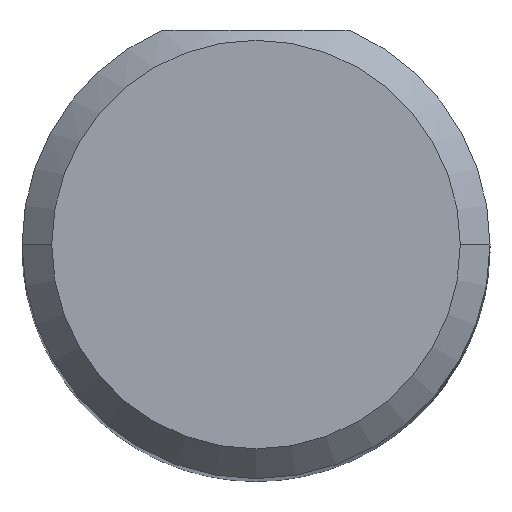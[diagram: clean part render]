
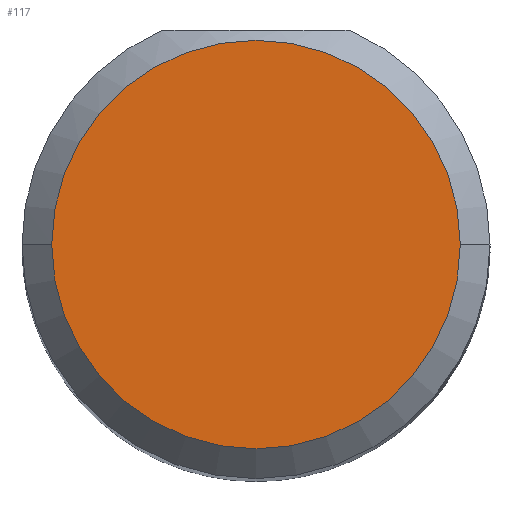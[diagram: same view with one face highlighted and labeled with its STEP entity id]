
A CAD part, top view. The second image highlights one B-rep face of the part: STEP entity #117.
In plain terms, the highlighted planar face has unit normal (0, 0, 1).
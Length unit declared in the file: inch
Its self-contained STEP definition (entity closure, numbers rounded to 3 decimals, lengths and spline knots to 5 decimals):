
#10 = DIRECTION ( 'NONE',  ( 0., 0., 1. ) ) ;
#26 = CARTESIAN_POINT ( 'NONE',  ( 0., 0., 2.24409 ) ) ;
#49 = EDGE_CURVE ( 'NONE', #475, #372, #434, .T. ) ;
#59 = CIRCLE ( 'NONE', #70, 0.10311 ) ;
#70 = AXIS2_PLACEMENT_3D ( 'NONE', #26, #430, #439 ) ;
#104 = DIRECTION ( 'NONE',  ( 1., 0., 0. ) ) ;
#112 = EDGE_LOOP ( 'NONE', ( #363, #324 ) ) ;
#117 = ADVANCED_FACE ( 'NONE', ( #275 ), #351, .T. ) ;
#182 = CARTESIAN_POINT ( 'NONE',  ( 0., 0., 2.24409 ) ) ;
#192 = DIRECTION ( 'NONE',  ( 1., 0., 0. ) ) ;
#196 = CARTESIAN_POINT ( 'NONE',  ( 0., 0., 2.24409 ) ) ;
#228 = AXIS2_PLACEMENT_3D ( 'NONE', #196, #396, #192 ) ;
#255 = AXIS2_PLACEMENT_3D ( 'NONE', #182, #10, #104 ) ;
#275 = FACE_OUTER_BOUND ( 'NONE', #112, .T. ) ;
#324 = ORIENTED_EDGE ( 'NONE', *, *, #49, .T. ) ;
#329 = CARTESIAN_POINT ( 'NONE',  ( -0.10311, 0., 2.24409 ) ) ;
#351 = PLANE ( 'NONE',  #228 ) ;
#363 = ORIENTED_EDGE ( 'NONE', *, *, #515, .T. ) ;
#372 = VERTEX_POINT ( 'NONE', #329 ) ;
#396 = DIRECTION ( 'NONE',  ( 0., 0., 1. ) ) ;
#430 = DIRECTION ( 'NONE',  ( 0., 0., 1. ) ) ;
#434 = CIRCLE ( 'NONE', #255, 0.10311 ) ;
#439 = DIRECTION ( 'NONE',  ( 1., 0., 0. ) ) ;
#475 = VERTEX_POINT ( 'NONE', #497 ) ;
#497 = CARTESIAN_POINT ( 'NONE',  ( 0.10311, 0., 2.24409 ) ) ;
#515 = EDGE_CURVE ( 'NONE', #372, #475, #59, .T. ) ;
